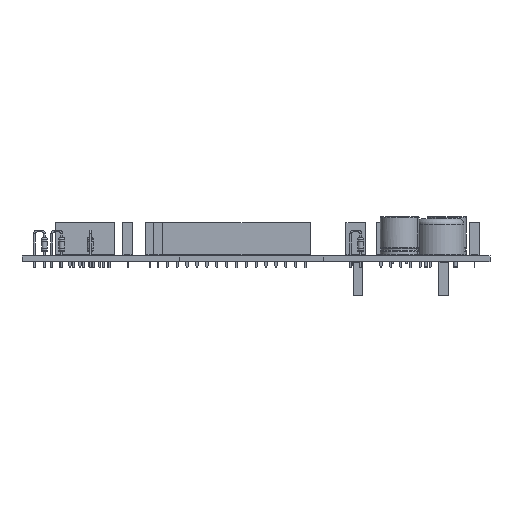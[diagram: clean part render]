
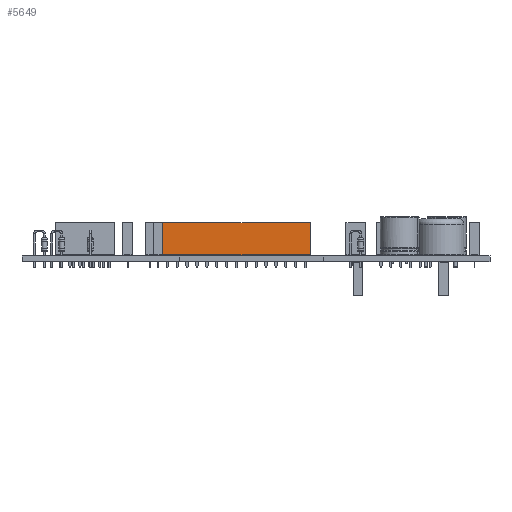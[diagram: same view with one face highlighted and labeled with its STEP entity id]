
A CAD part, left-side view. The second image highlights one B-rep face of the part: STEP entity #5649.
In plain terms, the highlighted face is planar.
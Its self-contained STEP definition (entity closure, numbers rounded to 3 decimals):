
#5649 = ADVANCED_FACE('',(#5650),#5684,.F.);
#5650 = FACE_BOUND('',#5651,.F.);
#5651 = EDGE_LOOP('',(#5652,#5662,#5670,#5678));
#5652 = ORIENTED_EDGE('',*,*,#5653,.T.);
#5653 = EDGE_CURVE('',#5654,#5656,#5658,.T.);
#5654 = VERTEX_POINT('',#5655);
#5655 = CARTESIAN_POINT('',(1.27,-36.83,0.));
#5656 = VERTEX_POINT('',#5657);
#5657 = CARTESIAN_POINT('',(1.27,-36.83,8.5));
#5658 = LINE('',#5659,#5660);
#5659 = CARTESIAN_POINT('',(1.27,-36.83,0.));
#5660 = VECTOR('',#5661,1.);
#5661 = DIRECTION('',(0.,0.,1.));
#5662 = ORIENTED_EDGE('',*,*,#5663,.T.);
#5663 = EDGE_CURVE('',#5656,#5664,#5666,.T.);
#5664 = VERTEX_POINT('',#5665);
#5665 = CARTESIAN_POINT('',(1.27,1.27,8.5));
#5666 = LINE('',#5667,#5668);
#5667 = CARTESIAN_POINT('',(1.27,-36.83,8.5));
#5668 = VECTOR('',#5669,1.);
#5669 = DIRECTION('',(0.,1.,0.));
#5670 = ORIENTED_EDGE('',*,*,#5671,.F.);
#5671 = EDGE_CURVE('',#5672,#5664,#5674,.T.);
#5672 = VERTEX_POINT('',#5673);
#5673 = CARTESIAN_POINT('',(1.27,1.27,0.));
#5674 = LINE('',#5675,#5676);
#5675 = CARTESIAN_POINT('',(1.27,1.27,0.));
#5676 = VECTOR('',#5677,1.);
#5677 = DIRECTION('',(0.,0.,1.));
#5678 = ORIENTED_EDGE('',*,*,#5679,.F.);
#5679 = EDGE_CURVE('',#5654,#5672,#5680,.T.);
#5680 = LINE('',#5681,#5682);
#5681 = CARTESIAN_POINT('',(1.27,-36.83,0.));
#5682 = VECTOR('',#5683,1.);
#5683 = DIRECTION('',(0.,1.,0.));
#5684 = PLANE('',#5685);
#5685 = AXIS2_PLACEMENT_3D('',#5686,#5687,#5688);
#5686 = CARTESIAN_POINT('',(1.27,-36.83,0.));
#5687 = DIRECTION('',(-1.,0.,0.));
#5688 = DIRECTION('',(0.,1.,0.));
